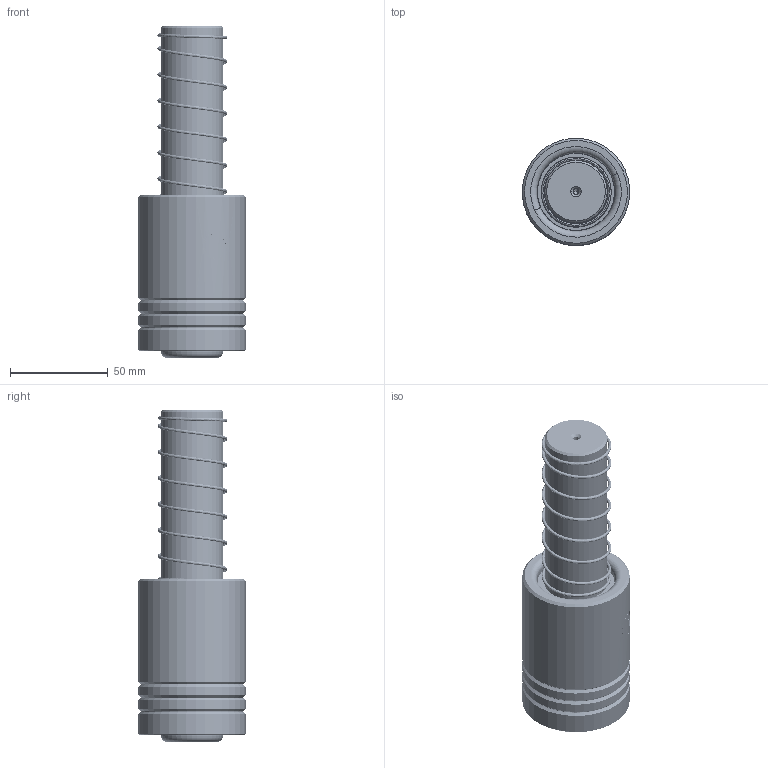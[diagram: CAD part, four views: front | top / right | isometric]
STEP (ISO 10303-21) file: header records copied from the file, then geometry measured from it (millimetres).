
FILE_DESCRIPTION (( 'STEP AP214' ), '1' );
FILE_NAME ('LBSH LBJH-D32-L170£¨BL-80£©.STEP', '2021-08-13T03:34:01', ( '' ), ( '' ), 'SwSTEP 2.0', 'SolidWorks 2016', '' );
FILE_SCHEMA (( 'AUTOMOTIVE_DESIGN' ));
Length unit declared in the file: millimetre
Products named in the file (288): BALL-D4; HWP-D35.7-d32.5-L80; TBB-D55-d40-L80; DDP-D32-L170; BSH-D39.5-32.5-L75郪蚾; BSH-39.5-32.5-L75; LBSH LBJH-D32-L170（BL-80）
Assembly tree (283 placements, depth 3):
  BALL-D4
  BALL-D4
  BALL-D4
  BALL-D4
  BALL-D4
Bounding box: 54.86 x 54.86 x 170 mm (x, y, z)
Volume: 252986.6 mm3; surface area: 90771 mm2
Topology: 279 solids, 279 shells, 1197 faces, 5251 edges, 3490 vertices
Faces by surface type: sphere 1100, cone 28, cylinder 24, torus 16, plane 15, bspline 14
Entity records: 56840 total; most frequent: CARTESIAN_POINT 34766, ORIENTED_EDGE 3884, DIRECTION 3246, EDGE_CURVE 1942, AXIS2_PLACEMENT_3D 1578, VERTEX_POINT 1278, B_SPLINE_CURVE_WITH_KNOTS 1201, EDGE_LOOP 1178
